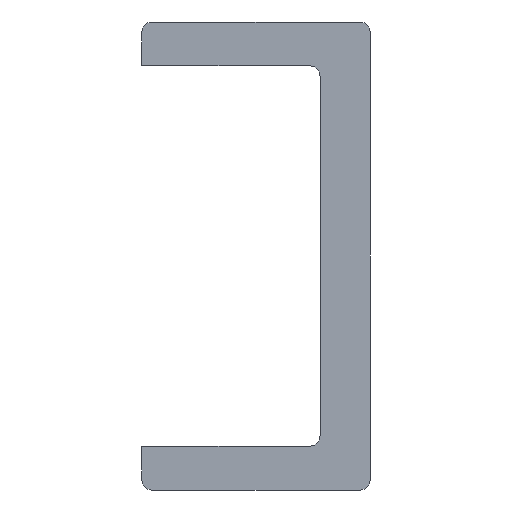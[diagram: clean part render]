
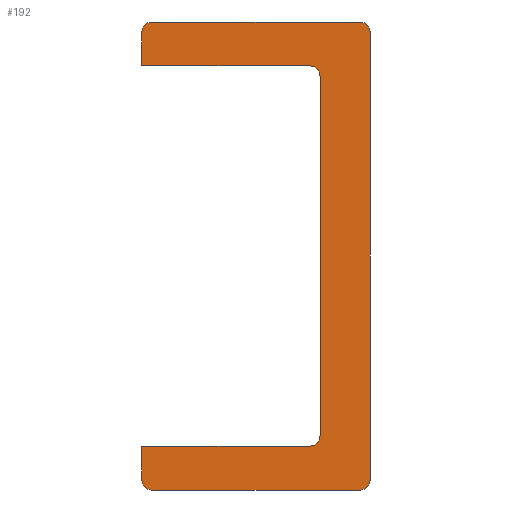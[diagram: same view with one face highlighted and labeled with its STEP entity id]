
A CAD part, front view. The second image highlights one B-rep face of the part: STEP entity #192.
In plain terms, the highlighted planar face has unit normal (0, -1, 0).
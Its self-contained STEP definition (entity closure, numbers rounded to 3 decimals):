
#192 = ADVANCED_FACE( '', ( #473 ), #474, .F. );
#473 = FACE_OUTER_BOUND( '', #780, .T. );
#474 = PLANE( '', #781 );
#780 = EDGE_LOOP( '', ( #1209, #1210, #1211, #1212, #1213, #1214, #1215, #1216, #1217, #1218, #1219, #1220, #1221, #1222 ) );
#781 = AXIS2_PLACEMENT_3D( '', #1223, #1224, #1225 );
#1209 = ORIENTED_EDGE( '', *, *, #1400, .F. );
#1210 = ORIENTED_EDGE( '', *, *, #1447, .T. );
#1211 = ORIENTED_EDGE( '', *, *, #1513, .F. );
#1212 = ORIENTED_EDGE( '', *, *, #1520, .T. );
#1213 = ORIENTED_EDGE( '', *, *, #1413, .F. );
#1214 = ORIENTED_EDGE( '', *, *, #1467, .F. );
#1215 = ORIENTED_EDGE( '', *, *, #1491, .F. );
#1216 = ORIENTED_EDGE( '', *, *, #1487, .F. );
#1217 = ORIENTED_EDGE( '', *, *, #1440, .F. );
#1218 = ORIENTED_EDGE( '', *, *, #1521, .F. );
#1219 = ORIENTED_EDGE( '', *, *, #1405, .F. );
#1220 = ORIENTED_EDGE( '', *, *, #1451, .T. );
#1221 = ORIENTED_EDGE( '', *, *, #1522, .F. );
#1222 = ORIENTED_EDGE( '', *, *, #1523, .T. );
#1223 = CARTESIAN_POINT( '', ( -10.5, 0., 21.5 ) );
#1224 = DIRECTION( '', ( 0., 1., 0. ) );
#1225 = DIRECTION( '', ( 0., 0., 1. ) );
#1400 = EDGE_CURVE( '', #1611, #1613, #1614, .T. );
#1405 = EDGE_CURVE( '', #1620, #1622, #1623, .T. );
#1413 = EDGE_CURVE( '', #1634, #1635, #1636, .T. );
#1440 = EDGE_CURVE( '', #1678, #1679, #1680, .T. );
#1447 = EDGE_CURVE( '', #1611, #1689, #1691, .F. );
#1451 = EDGE_CURVE( '', #1620, #1695, #1697, .F. );
#1467 = EDGE_CURVE( '', #1721, #1634, #1722, .T. );
#1487 = EDGE_CURVE( '', #1679, #1756, #1757, .T. );
#1491 = EDGE_CURVE( '', #1756, #1721, #1762, .T. );
#1513 = EDGE_CURVE( '', #1791, #1689, #1792, .T. );
#1520 = EDGE_CURVE( '', #1791, #1635, #1801, .F. );
#1521 = EDGE_CURVE( '', #1622, #1678, #1802, .T. );
#1522 = EDGE_CURVE( '', #1803, #1695, #1804, .T. );
#1523 = EDGE_CURVE( '', #1803, #1613, #1805, .F. );
#1611 = VERTEX_POINT( '', #1896 );
#1613 = VERTEX_POINT( '', #1899 );
#1614 = LINE( '', #1900, #1901 );
#1620 = VERTEX_POINT( '', #1909 );
#1622 = VERTEX_POINT( '', #1912 );
#1623 = LINE( '', #1913, #1914 );
#1634 = VERTEX_POINT( '', #1926 );
#1635 = VERTEX_POINT( '', #1927 );
#1636 = LINE( '', #1928, #1929 );
#1678 = VERTEX_POINT( '', #1974 );
#1679 = VERTEX_POINT( '', #1975 );
#1680 = CIRCLE( '', #1976, 1. );
#1689 = VERTEX_POINT( '', #1987 );
#1691 = CIRCLE( '', #1990, 0.9 );
#1695 = VERTEX_POINT( '', #1994 );
#1697 = CIRCLE( '', #1997, 0.9 );
#1721 = VERTEX_POINT( '', #2021 );
#1722 = LINE( '', #2022, #2023 );
#1756 = VERTEX_POINT( '', #2059 );
#1757 = LINE( '', #2060, #2061 );
#1762 = CIRCLE( '', #2068, 1. );
#1791 = VERTEX_POINT( '', #2097 );
#1792 = LINE( '', #2098, #2099 );
#1801 = CIRCLE( '', #2110, 0.9 );
#1802 = LINE( '', #2111, #2112 );
#1803 = VERTEX_POINT( '', #2113 );
#1804 = LINE( '', #2114, #2115 );
#1805 = CIRCLE( '', #2116, 0.9 );
#1896 = CARTESIAN_POINT( '', ( 10.5, 0., 20.6 ) );
#1899 = CARTESIAN_POINT( '', ( 10.5, 0., -20.6 ) );
#1900 = CARTESIAN_POINT( '', ( 10.5, 0., 21.5 ) );
#1901 = VECTOR( '', #2228, 1000. );
#1909 = CARTESIAN_POINT( '', ( -10.5, 0., -20.6 ) );
#1912 = CARTESIAN_POINT( '', ( -10.5, 0., -17.5 ) );
#1913 = CARTESIAN_POINT( '', ( -10.5, 0., -21.5 ) );
#1914 = VECTOR( '', #2232, 1000. );
#1926 = CARTESIAN_POINT( '', ( -10.5, 0., 17.5 ) );
#1927 = CARTESIAN_POINT( '', ( -10.5, 0., 20.6 ) );
#1928 = CARTESIAN_POINT( '', ( -10.5, 0., -21.5 ) );
#1929 = VECTOR( '', #2243, 1000. );
#1974 = CARTESIAN_POINT( '', ( 4.9, 0., -17.5 ) );
#1975 = CARTESIAN_POINT( '', ( 5.9, 0., -16.5 ) );
#1976 = AXIS2_PLACEMENT_3D( '', #2286, #2287, #2288 );
#1987 = CARTESIAN_POINT( '', ( 9.6, 0., 21.5 ) );
#1990 = AXIS2_PLACEMENT_3D( '', #2298, #2299, #2300 );
#1994 = CARTESIAN_POINT( '', ( -9.6, 0., -21.5 ) );
#1997 = AXIS2_PLACEMENT_3D( '', #2305, #2306, #2307 );
#2021 = CARTESIAN_POINT( '', ( 4.9, 0., 17.5 ) );
#2022 = CARTESIAN_POINT( '', ( 4.9, 0., 17.5 ) );
#2023 = VECTOR( '', #2332, 1000. );
#2059 = CARTESIAN_POINT( '', ( 5.9, 0., 16.5 ) );
#2060 = CARTESIAN_POINT( '', ( 5.9, 0., 16.5 ) );
#2061 = VECTOR( '', #2374, 1000. );
#2068 = AXIS2_PLACEMENT_3D( '', #2377, #2378, #2379 );
#2097 = CARTESIAN_POINT( '', ( -9.6, 0., 21.5 ) );
#2098 = CARTESIAN_POINT( '', ( -10.5, 0., 21.5 ) );
#2099 = VECTOR( '', #2404, 1000. );
#2110 = AXIS2_PLACEMENT_3D( '', #2410, #2411, #2412 );
#2111 = CARTESIAN_POINT( '', ( 4.9, 0., -17.5 ) );
#2112 = VECTOR( '', #2413, 1000. );
#2113 = CARTESIAN_POINT( '', ( 9.6, 0., -21.5 ) );
#2114 = CARTESIAN_POINT( '', ( 10.5, 0., -21.5 ) );
#2115 = VECTOR( '', #2414, 1000. );
#2116 = AXIS2_PLACEMENT_3D( '', #2415, #2416, #2417 );
#2228 = DIRECTION( '', ( 0., 0., -1. ) );
#2232 = DIRECTION( '', ( 0., 0., 1. ) );
#2243 = DIRECTION( '', ( 0., 0., 1. ) );
#2286 = CARTESIAN_POINT( '', ( 4.9, 0., -16.5 ) );
#2287 = DIRECTION( '', ( 0., -1., 0. ) );
#2288 = DIRECTION( '', ( -1., 0., 0. ) );
#2298 = CARTESIAN_POINT( '', ( 9.6, 0., 20.6 ) );
#2299 = DIRECTION( '', ( 0., 1., 0. ) );
#2300 = DIRECTION( '', ( 0., 0., 1. ) );
#2305 = CARTESIAN_POINT( '', ( -9.6, 0., -20.6 ) );
#2306 = DIRECTION( '', ( 0., 1., 0. ) );
#2307 = DIRECTION( '', ( 0., 0., 1. ) );
#2332 = DIRECTION( '', ( -1., 0., 0. ) );
#2374 = DIRECTION( '', ( 0., 0., 1. ) );
#2377 = CARTESIAN_POINT( '', ( 4.9, 0., 16.5 ) );
#2378 = DIRECTION( '', ( 0., -1., 0. ) );
#2379 = DIRECTION( '', ( -1., 0., 0. ) );
#2404 = DIRECTION( '', ( 1., 0., 0. ) );
#2410 = CARTESIAN_POINT( '', ( -9.6, 0., 20.6 ) );
#2411 = DIRECTION( '', ( 0., 1., 0. ) );
#2412 = DIRECTION( '', ( 0., 0., 1. ) );
#2413 = DIRECTION( '', ( 1., 0., 0. ) );
#2414 = DIRECTION( '', ( -1., 0., 0. ) );
#2415 = CARTESIAN_POINT( '', ( 9.6, 0., -20.6 ) );
#2416 = DIRECTION( '', ( 0., 1., 0. ) );
#2417 = DIRECTION( '', ( 0., 0., 1. ) );
